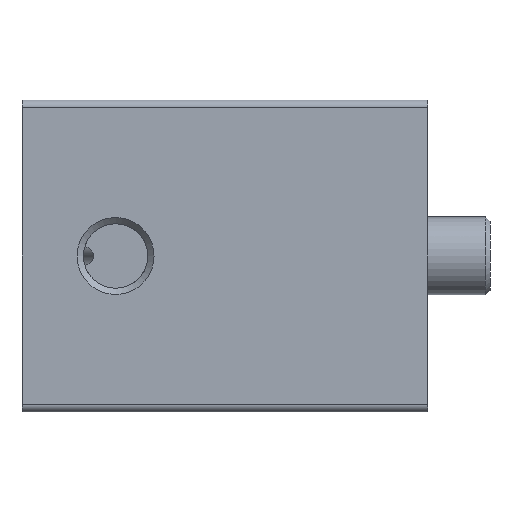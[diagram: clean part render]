
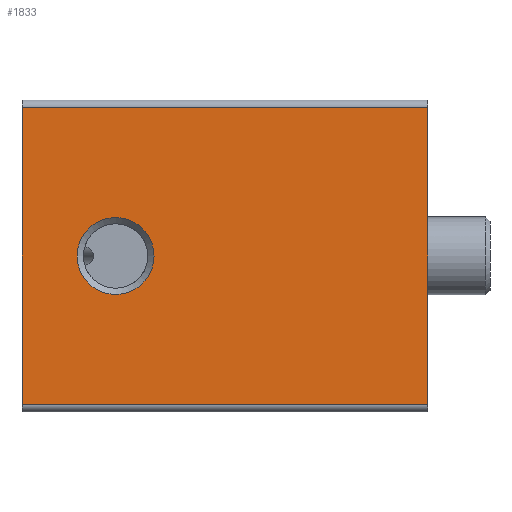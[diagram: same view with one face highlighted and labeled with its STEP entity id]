
A CAD part, left-side view. The second image highlights one B-rep face of the part: STEP entity #1833.
In plain terms, the highlighted planar face has unit normal (-1, 0, 0).
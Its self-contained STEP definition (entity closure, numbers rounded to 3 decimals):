
#321=CARTESIAN_POINT('',(-12.5,13.0,-9.5));
#322=VERTEX_POINT('',#321);
#330=CARTESIAN_POINT('',(-12.5,13.0,9.5));
#331=VERTEX_POINT('',#330);
#332=CARTESIAN_POINT('',(-12.5,13.0,9.5));
#333=DIRECTION('',(0.0,0.0,-1.0));
#334=VECTOR('',#333,19.);
#335=LINE('',#332,#334);
#336=EDGE_CURVE('',#331,#322,#335,.T.);
#1253=CARTESIAN_POINT('',(-12.5,-13.0,9.5));
#1254=VERTEX_POINT('',#1253);
#1262=CARTESIAN_POINT('',(-12.5,-13.0,-9.5));
#1263=VERTEX_POINT('',#1262);
#1264=CARTESIAN_POINT('',(-12.5,-13.0,-9.5));
#1265=DIRECTION('',(0.0,0.0,1.0));
#1266=VECTOR('',#1265,19.);
#1267=LINE('',#1264,#1266);
#1268=EDGE_CURVE('',#1263,#1254,#1267,.T.);
#1784=CARTESIAN_POINT('',(-12.5,7.,2.467));
#1785=VERTEX_POINT('',#1784);
#1786=CARTESIAN_POINT('',(-12.5,7.,0.0));
#1787=DIRECTION('',(-1.0,0.0,0.0));
#1788=DIRECTION('',(0.0,0.0,-1.0));
#1789=AXIS2_PLACEMENT_3D('',#1786,#1787,#1788);
#1790=CIRCLE('',#1789,2.467);
#1791=EDGE_CURVE('',#1785,#1785,#1790,.T.);
#1809=CARTESIAN_POINT('',(-12.5,0.0,9.5));
#1810=DIRECTION('',(-1.0,0.0,0.0));
#1811=DIRECTION('',(0.0,0.0,1.0));
#1812=AXIS2_PLACEMENT_3D('',#1809,#1810,#1811);
#1813=PLANE('',#1812);
#1814=ORIENTED_EDGE('',*,*,#336,.T.);
#1815=CARTESIAN_POINT('',(-12.5,13.0,-9.5));
#1816=DIRECTION('',(0.0,-1.0,0.0));
#1817=VECTOR('',#1816,26.0);
#1818=LINE('',#1815,#1817);
#1819=EDGE_CURVE('',#322,#1263,#1818,.T.);
#1820=ORIENTED_EDGE('',*,*,#1819,.T.);
#1821=ORIENTED_EDGE('',*,*,#1268,.T.);
#1822=CARTESIAN_POINT('',(-12.5,-13.0,9.5));
#1823=DIRECTION('',(0.0,1.0,0.0));
#1824=VECTOR('',#1823,26.0);
#1825=LINE('',#1822,#1824);
#1826=EDGE_CURVE('',#1254,#331,#1825,.T.);
#1827=ORIENTED_EDGE('',*,*,#1826,.T.);
#1828=EDGE_LOOP('',(#1814,#1820,#1821,#1827));
#1829=FACE_OUTER_BOUND('',#1828,.T.);
#1830=ORIENTED_EDGE('',*,*,#1791,.F.);
#1831=EDGE_LOOP('',(#1830));
#1832=FACE_BOUND('',#1831,.T.);
#1833=ADVANCED_FACE('',(#1829,#1832),#1813,.T.);
